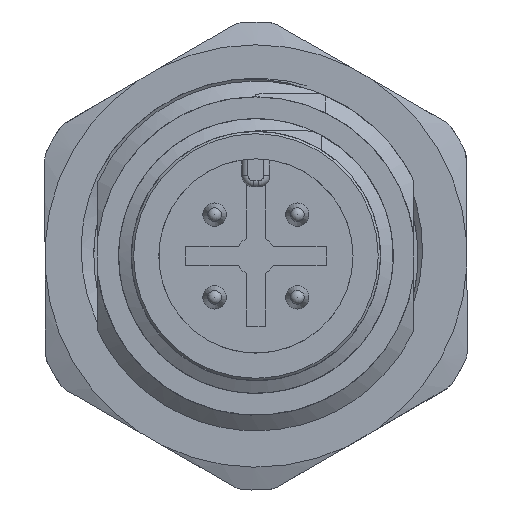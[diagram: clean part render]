
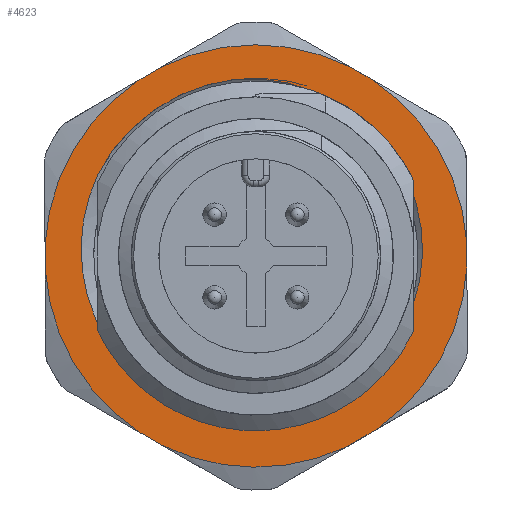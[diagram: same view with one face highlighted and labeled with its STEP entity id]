
A CAD part, front view. The second image highlights one B-rep face of the part: STEP entity #4623.
In plain terms, the highlighted face is planar.
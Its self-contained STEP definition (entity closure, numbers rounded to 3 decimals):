
#328=B_SPLINE_CURVE_WITH_KNOTS('',3,(#18475,#18476,#18477,#18478,#18479,
#18480,#18481),.UNSPECIFIED.,.F.,.F.,(4,1,1,1,4),(0.,0.004,
0.009,0.013,0.017),
 .UNSPECIFIED.);
#329=B_SPLINE_CURVE_WITH_KNOTS('',3,(#18485,#18486,#18487,#18488,#18489,
#18490,#18491),.UNSPECIFIED.,.F.,.F.,(4,1,1,1,4),(0.,
0.004,0.009,0.013,0.017),
 .UNSPECIFIED.);
#650=LINE('',#18495,#875);
#651=LINE('',#18499,#876);
#652=LINE('',#18503,#877);
#653=LINE('',#18507,#878);
#654=LINE('',#18511,#879);
#655=LINE('',#18515,#880);
#875=VECTOR('',#5999,1000.);
#876=VECTOR('',#6002,1000.);
#877=VECTOR('',#6005,1000.);
#878=VECTOR('',#6008,1000.);
#879=VECTOR('',#6011,1000.);
#880=VECTOR('',#6014,1000.);
#1839=ORIENTED_EDGE('',*,*,#2681,.T.);
#1840=ORIENTED_EDGE('',*,*,#2682,.T.);
#1841=ORIENTED_EDGE('',*,*,#2683,.T.);
#1842=ORIENTED_EDGE('',*,*,#2684,.T.);
#1843=ORIENTED_EDGE('',*,*,#2685,.F.);
#1844=ORIENTED_EDGE('',*,*,#2686,.T.);
#1845=ORIENTED_EDGE('',*,*,#2687,.F.);
#1846=ORIENTED_EDGE('',*,*,#2688,.T.);
#1847=ORIENTED_EDGE('',*,*,#2689,.F.);
#1848=ORIENTED_EDGE('',*,*,#2690,.T.);
#1849=ORIENTED_EDGE('',*,*,#2691,.F.);
#1850=ORIENTED_EDGE('',*,*,#2692,.T.);
#1851=ORIENTED_EDGE('',*,*,#2693,.F.);
#1852=ORIENTED_EDGE('',*,*,#2694,.T.);
#1853=ORIENTED_EDGE('',*,*,#2695,.F.);
#1854=ORIENTED_EDGE('',*,*,#2696,.T.);
#2681=EDGE_CURVE('',#3194,#3195,#3442,.T.);
#2682=EDGE_CURVE('',#3195,#3196,#328,.T.);
#2683=EDGE_CURVE('',#3196,#3197,#3443,.F.);
#2684=EDGE_CURVE('',#3197,#3194,#329,.T.);
#2685=EDGE_CURVE('',#3198,#3199,#3444,.F.);
#2686=EDGE_CURVE('',#3198,#3200,#650,.T.);
#2687=EDGE_CURVE('',#3201,#3200,#3445,.F.);
#2688=EDGE_CURVE('',#3201,#3202,#651,.T.);
#2689=EDGE_CURVE('',#3203,#3202,#3446,.F.);
#2690=EDGE_CURVE('',#3203,#3204,#652,.T.);
#2691=EDGE_CURVE('',#3205,#3204,#3447,.F.);
#2692=EDGE_CURVE('',#3205,#3206,#653,.T.);
#2693=EDGE_CURVE('',#3207,#3206,#3448,.F.);
#2694=EDGE_CURVE('',#3207,#3208,#654,.T.);
#2695=EDGE_CURVE('',#3209,#3208,#3449,.F.);
#2696=EDGE_CURVE('',#3209,#3199,#655,.T.);
#3194=VERTEX_POINT('',#18473);
#3195=VERTEX_POINT('',#18474);
#3196=VERTEX_POINT('',#18482);
#3197=VERTEX_POINT('',#18484);
#3198=VERTEX_POINT('',#18493);
#3199=VERTEX_POINT('',#18494);
#3200=VERTEX_POINT('',#18496);
#3201=VERTEX_POINT('',#18498);
#3202=VERTEX_POINT('',#18500);
#3203=VERTEX_POINT('',#18502);
#3204=VERTEX_POINT('',#18504);
#3205=VERTEX_POINT('',#18506);
#3206=VERTEX_POINT('',#18508);
#3207=VERTEX_POINT('',#18510);
#3208=VERTEX_POINT('',#18512);
#3209=VERTEX_POINT('',#18514);
#3442=CIRCLE('',#5078,7.6);
#3443=CIRCLE('',#5079,6.93);
#3444=CIRCLE('',#5080,9.024);
#3445=CIRCLE('',#5081,9.024);
#3446=CIRCLE('',#5082,9.024);
#3447=CIRCLE('',#5083,9.024);
#3448=CIRCLE('',#5084,9.024);
#3449=CIRCLE('',#5085,9.024);
#3764=EDGE_LOOP('',(#1839,#1840,#1841,#1842));
#3765=EDGE_LOOP('',(#1843,#1844,#1845,#1846,#1847,#1848,#1849,#1850,#1851,
#1852,#1853,#1854));
#4166=FACE_BOUND('',#3764,.T.);
#4167=FACE_BOUND('',#3765,.T.);
#4388=PLANE('',#5077);
#4623=ADVANCED_FACE('',(#4166,#4167),#4388,.T.);
#5077=AXIS2_PLACEMENT_3D('',#18471,#5991,#5992);
#5078=AXIS2_PLACEMENT_3D('',#18472,#5993,#5994);
#5079=AXIS2_PLACEMENT_3D('',#18483,#5995,#5996);
#5080=AXIS2_PLACEMENT_3D('',#18492,#5997,#5998);
#5081=AXIS2_PLACEMENT_3D('',#18497,#6000,#6001);
#5082=AXIS2_PLACEMENT_3D('',#18501,#6003,#6004);
#5083=AXIS2_PLACEMENT_3D('',#18505,#6006,#6007);
#5084=AXIS2_PLACEMENT_3D('',#18509,#6009,#6010);
#5085=AXIS2_PLACEMENT_3D('',#18513,#6012,#6013);
#5991=DIRECTION('',(1.,0.,0.));
#5992=DIRECTION('',(0.,0.,-1.));
#5993=DIRECTION('',(-1.,0.,0.));
#5994=DIRECTION('',(0.,1.,0.));
#5995=DIRECTION('',(1.,0.,0.));
#5996=DIRECTION('',(0.,0.,-1.));
#5997=DIRECTION('',(1.,0.,0.));
#5998=DIRECTION('',(0.,0.,-1.));
#5999=DIRECTION('',(0.,1.,0.));
#6000=DIRECTION('',(1.,0.,0.));
#6001=DIRECTION('',(0.,0.,-1.));
#6002=DIRECTION('',(0.,0.497,0.868));
#6003=DIRECTION('',(1.,0.,0.));
#6004=DIRECTION('',(0.,0.,-1.));
#6005=DIRECTION('',(0.,-0.497,0.868));
#6006=DIRECTION('',(1.,0.,0.));
#6007=DIRECTION('',(0.,0.,-1.));
#6008=DIRECTION('',(0.,-1.,0.));
#6009=DIRECTION('',(1.,0.,0.));
#6010=DIRECTION('',(0.,0.,-1.));
#6011=DIRECTION('',(0.,-0.498,-0.867));
#6012=DIRECTION('',(1.,0.,0.));
#6013=DIRECTION('',(0.,0.,-1.));
#6014=DIRECTION('',(0.,0.498,-0.867));
#18471=CARTESIAN_POINT('',(1.5,0.,0.));
#18472=CARTESIAN_POINT('',(1.5,0.,0.));
#18473=CARTESIAN_POINT('',(1.5,-4.081,6.411));
#18474=CARTESIAN_POINT('',(1.5,3.02,6.974));
#18475=CARTESIAN_POINT('',(1.5,3.02,6.974));
#18476=CARTESIAN_POINT('',(1.5,4.318,6.354));
#18477=CARTESIAN_POINT('',(1.5,6.523,4.378));
#18478=CARTESIAN_POINT('',(1.5,7.706,0.079));
#18479=CARTESIAN_POINT('',(1.5,6.285,-4.171));
#18480=CARTESIAN_POINT('',(1.5,3.917,-5.964));
#18481=CARTESIAN_POINT('',(1.5,2.558,-6.441));
#18482=CARTESIAN_POINT('',(1.5,2.558,-6.441));
#18483=CARTESIAN_POINT('',(1.5,0.,0.));
#18484=CARTESIAN_POINT('',(1.5,-1.511,-6.763));
#18485=CARTESIAN_POINT('',(1.5,-1.511,-6.763));
#18486=CARTESIAN_POINT('',(1.5,-2.927,-6.508));
#18487=CARTESIAN_POINT('',(1.5,-5.554,-5.103));
#18488=CARTESIAN_POINT('',(1.5,-7.621,-1.142));
#18489=CARTESIAN_POINT('',(1.5,-7.131,3.298));
#18490=CARTESIAN_POINT('',(1.5,-5.265,5.594));
#18491=CARTESIAN_POINT('',(1.5,-4.081,6.411));
#18492=CARTESIAN_POINT('',(1.5,0.,0.));
#18493=CARTESIAN_POINT('',(1.5,-0.764,-8.992));
#18494=CARTESIAN_POINT('',(1.5,-7.542,-4.955));
#18495=CARTESIAN_POINT('',(1.5,-4.376,-8.992));
#18496=CARTESIAN_POINT('',(1.5,0.764,-8.992));
#18497=CARTESIAN_POINT('',(1.5,0.,0.));
#18498=CARTESIAN_POINT('',(1.5,7.551,-4.941));
#18499=CARTESIAN_POINT('',(1.5,5.661,-8.243));
#18500=CARTESIAN_POINT('',(1.5,8.085,-4.008));
#18501=CARTESIAN_POINT('',(1.5,0.,0.));
#18502=CARTESIAN_POINT('',(1.5,8.085,4.008));
#18503=CARTESIAN_POINT('',(1.5,9.975,0.706));
#18504=CARTESIAN_POINT('',(1.5,7.551,4.941));
#18505=CARTESIAN_POINT('',(1.5,0.,0.));
#18506=CARTESIAN_POINT('',(1.5,0.537,9.008));
#18507=CARTESIAN_POINT('',(1.5,4.342,9.008));
#18508=CARTESIAN_POINT('',(1.5,-0.537,9.008));
#18509=CARTESIAN_POINT('',(1.5,0.,0.));
#18510=CARTESIAN_POINT('',(1.5,-7.542,4.955));
#18511=CARTESIAN_POINT('',(1.5,-5.646,8.254));
#18512=CARTESIAN_POINT('',(1.5,-8.078,4.024));
#18513=CARTESIAN_POINT('',(1.5,0.,0.));
#18514=CARTESIAN_POINT('',(1.5,-8.078,-4.024));
#18515=CARTESIAN_POINT('',(1.5,-9.974,-0.725));
